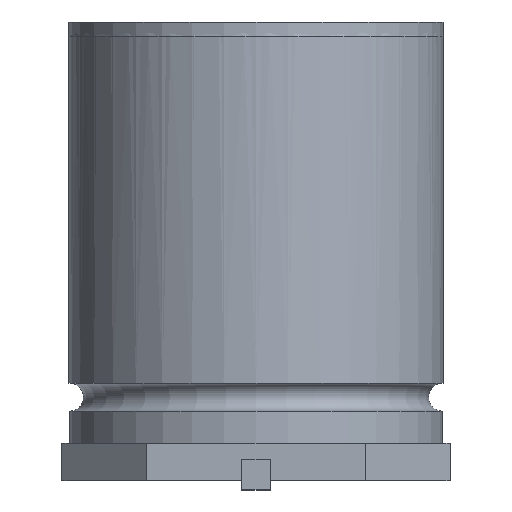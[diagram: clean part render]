
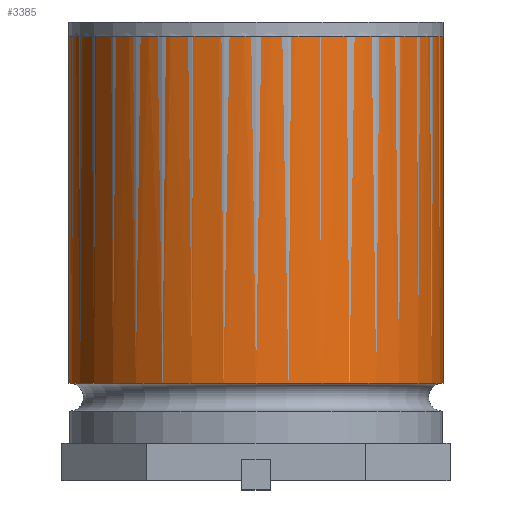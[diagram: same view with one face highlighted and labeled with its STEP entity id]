
A CAD part, front view. The second image highlights one B-rep face of the part: STEP entity #3385.
In plain terms, the highlighted cylindrical face has radius 4 mm (diameter 8 mm), a full revolution.
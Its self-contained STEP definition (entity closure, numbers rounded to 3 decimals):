
#3255 = ( BOUNDED_SURFACE() B_SPLINE_SURFACE(2,13,(
    (#3256,#3257,#3258,#3259,#3260,#3261,#3262,#3263,#3264,#3265,#3266
      ,#3267,#3268,#3269)
    ,(#3270,#3271,#3272,#3273,#3274,#3275,#3276,#3277,#3278,#3279,#3280
      ,#3281,#3282,#3283)
    ,(#3284,#3285,#3286,#3287,#3288,#3289,#3290,#3291,#3292,#3293,#3294
      ,#3295,#3296,#3297
)),.UNSPECIFIED.,.F.,.T.,.F.) B_SPLINE_SURFACE_WITH_KNOTS((3,3),(14,14),
  (0.,25.133),(0.,25.133),
.PIECEWISE_BEZIER_KNOTS.) GEOMETRIC_REPRESENTATION_ITEM() 
RATIONAL_B_SPLINE_SURFACE((
    (1.,1.,1.,1.,1.,1.
      ,1.,1.,1.,1.
      ,1.,1.,1.,1.)
    ,(0.707,0.707,0.707,0.707
      ,0.707,0.707,0.707,0.707
      ,0.707,0.707,0.707,0.707
      ,0.707,0.707)
    ,(1.,1.,1.,1.,1.,1.
      ,1.,1.,1.,1.
,1.,1.,1.,1.
  ))) REPRESENTATION_ITEM('') SURFACE() );
#3256 = CARTESIAN_POINT('',(3.7,0.,10.));
#3257 = CARTESIAN_POINT('',(3.7,1.762,10.));
#3258 = CARTESIAN_POINT('',(2.789,3.565,10.));
#3259 = CARTESIAN_POINT('',(0.915,4.855,10.));
#3260 = CARTESIAN_POINT('',(-1.665,5.053,10.));
#3261 = CARTESIAN_POINT('',(-3.893,3.679,10.));
#3262 = CARTESIAN_POINT('',(-5.527,1.673,
    10.));
#3263 = CARTESIAN_POINT('',(-5.527,-1.673,
    10.));
#3264 = CARTESIAN_POINT('',(-3.893,-3.679,10.));
#3265 = CARTESIAN_POINT('',(-1.665,-5.053,10.));
#3266 = CARTESIAN_POINT('',(0.915,-4.855,10.));
#3267 = CARTESIAN_POINT('',(2.789,-3.565,10.));
#3268 = CARTESIAN_POINT('',(3.7,-1.762,10.));
#3269 = CARTESIAN_POINT('',(3.7,0.,10.));
#3270 = CARTESIAN_POINT('',(4.,0.,10.));
#3271 = CARTESIAN_POINT('',(4.,1.905,10.));
#3272 = CARTESIAN_POINT('',(3.015,3.855,10.));
#3273 = CARTESIAN_POINT('',(0.989,5.248,10.));
#3274 = CARTESIAN_POINT('',(-1.8,5.462,10.));
#3275 = CARTESIAN_POINT('',(-4.209,3.977,10.));
#3276 = CARTESIAN_POINT('',(-5.976,1.808,10.));
#3277 = CARTESIAN_POINT('',(-5.976,-1.808,10.));
#3278 = CARTESIAN_POINT('',(-4.209,-3.977,10.));
#3279 = CARTESIAN_POINT('',(-1.8,-5.462,10.));
#3280 = CARTESIAN_POINT('',(0.989,-5.248,10.));
#3281 = CARTESIAN_POINT('',(3.015,-3.855,10.));
#3282 = CARTESIAN_POINT('',(4.,-1.905,10.));
#3283 = CARTESIAN_POINT('',(4.,0.,10.));
#3284 = CARTESIAN_POINT('',(4.,0.,9.7));
#3285 = CARTESIAN_POINT('',(4.,1.905,9.7));
#3286 = CARTESIAN_POINT('',(3.015,3.855,9.7));
#3287 = CARTESIAN_POINT('',(0.989,5.248,9.7));
#3288 = CARTESIAN_POINT('',(-1.8,5.462,9.7));
#3289 = CARTESIAN_POINT('',(-4.209,3.977,9.7));
#3290 = CARTESIAN_POINT('',(-5.976,1.808,
    9.7));
#3291 = CARTESIAN_POINT('',(-5.976,-1.808,
    9.7));
#3292 = CARTESIAN_POINT('',(-4.209,-3.977,
    9.7));
#3293 = CARTESIAN_POINT('',(-1.8,-5.462,9.7));
#3294 = CARTESIAN_POINT('',(0.989,-5.248,9.7));
#3295 = CARTESIAN_POINT('',(3.015,-3.855,9.7));
#3296 = CARTESIAN_POINT('',(4.,-1.905,9.7));
#3297 = CARTESIAN_POINT('',(4.,0.,9.7));
#3310 = VERTEX_POINT('',#3311);
#3311 = CARTESIAN_POINT('',(4.,0.,9.7));
#3332 = EDGE_CURVE('',#3310,#3310,#3333,.T.);
#3333 = SURFACE_CURVE('',#3334,(#3349,#3356),.PCURVE_S1.);
#3334 = ( BOUNDED_CURVE() B_SPLINE_CURVE(13,(#3335,#3336,#3337,#3338,
    #3339,#3340,#3341,#3342,#3343,#3344,#3345,#3346,#3347,#3348),
.UNSPECIFIED.,.T.,.F.) B_SPLINE_CURVE_WITH_KNOTS((14,14),(
0.,25.133),.PIECEWISE_BEZIER_KNOTS.) CURVE() 
GEOMETRIC_REPRESENTATION_ITEM() RATIONAL_B_SPLINE_CURVE((1.,1.,
    1.,1.,1.,1.,
    1.,1.,1.,1.,
1.,1.,1.,1.)) REPRESENTATION_ITEM('') );
#3335 = CARTESIAN_POINT('',(4.,0.,9.7));
#3336 = CARTESIAN_POINT('',(4.,1.905,9.7));
#3337 = CARTESIAN_POINT('',(3.015,3.855,9.7));
#3338 = CARTESIAN_POINT('',(0.989,5.248,9.7));
#3339 = CARTESIAN_POINT('',(-1.8,5.462,9.7));
#3340 = CARTESIAN_POINT('',(-4.209,3.977,9.7));
#3341 = CARTESIAN_POINT('',(-5.976,1.808,
    9.7));
#3342 = CARTESIAN_POINT('',(-5.976,-1.808,
    9.7));
#3343 = CARTESIAN_POINT('',(-4.209,-3.977,
    9.7));
#3344 = CARTESIAN_POINT('',(-1.8,-5.462,9.7));
#3345 = CARTESIAN_POINT('',(0.989,-5.248,9.7));
#3346 = CARTESIAN_POINT('',(3.015,-3.855,9.7));
#3347 = CARTESIAN_POINT('',(4.,-1.905,9.7));
#3348 = CARTESIAN_POINT('',(4.,0.,9.7));
#3349 = PCURVE('',#3255,#3350);
#3350 = DEFINITIONAL_REPRESENTATION('',(#3351),#3355);
#3351 = LINE('',#3352,#3353);
#3352 = CARTESIAN_POINT('',(25.133,0.));
#3353 = VECTOR('',#3354,1.);
#3354 = DIRECTION('',(0.,1.));
#3355 = ( GEOMETRIC_REPRESENTATION_CONTEXT(2) 
PARAMETRIC_REPRESENTATION_CONTEXT() REPRESENTATION_CONTEXT('2D SPACE',''
  ) );
#3356 = PCURVE('',#3357,#3362);
#3357 = CYLINDRICAL_SURFACE('',#3358,4.);
#3358 = AXIS2_PLACEMENT_3D('',#3359,#3360,#3361);
#3359 = CARTESIAN_POINT('',(0.,0.,10.));
#3360 = DIRECTION('',(0.,0.,1.));
#3361 = DIRECTION('',(1.,0.,0.));
#3362 = DEFINITIONAL_REPRESENTATION('',(#3363),#3382);
#3363 = B_SPLINE_CURVE_WITH_KNOTS('',9,(#3364,#3365,#3366,#3367,#3368,
    #3369,#3370,#3371,#3372,#3373,#3374,#3375,#3376,#3377,#3378,#3379,
    #3380,#3381),.UNSPECIFIED.,.F.,.F.,(10,8,10),(0.,
    12.566,25.133),.UNSPECIFIED.);
#3364 = CARTESIAN_POINT('',(0.,-0.3));
#3365 = CARTESIAN_POINT('',(0.344,-0.3));
#3366 = CARTESIAN_POINT('',(0.694,-0.3));
#3367 = CARTESIAN_POINT('',(1.045,-0.3));
#3368 = CARTESIAN_POINT('',(1.396,-0.3));
#3369 = CARTESIAN_POINT('',(1.745,-0.3));
#3370 = CARTESIAN_POINT('',(2.095,-0.3));
#3371 = CARTESIAN_POINT('',(2.443,-0.3));
#3372 = CARTESIAN_POINT('',(2.793,-0.3));
#3373 = CARTESIAN_POINT('',(3.491,-0.3));
#3374 = CARTESIAN_POINT('',(3.84,-0.3));
#3375 = CARTESIAN_POINT('',(4.189,-0.3));
#3376 = CARTESIAN_POINT('',(4.538,-0.3));
#3377 = CARTESIAN_POINT('',(4.887,-0.3));
#3378 = CARTESIAN_POINT('',(5.238,-0.3));
#3379 = CARTESIAN_POINT('',(5.589,-0.3));
#3380 = CARTESIAN_POINT('',(5.939,-0.3));
#3381 = CARTESIAN_POINT('',(6.283,-0.3));
#3382 = ( GEOMETRIC_REPRESENTATION_CONTEXT(2) 
PARAMETRIC_REPRESENTATION_CONTEXT() REPRESENTATION_CONTEXT('2D SPACE',''
  ) );
#3385 = ADVANCED_FACE('',(#3386),#3357,.T.);
#3386 = FACE_BOUND('',#3387,.T.);
#3387 = EDGE_LOOP('',(#3388,#3411,#3438,#3439));
#3388 = ORIENTED_EDGE('',*,*,#3389,.F.);
#3389 = EDGE_CURVE('',#3390,#3310,#3392,.T.);
#3390 = VERTEX_POINT('',#3391);
#3391 = CARTESIAN_POINT('',(4.,0.,2.286));
#3392 = SEAM_CURVE('',#3393,(#3397,#3404),.PCURVE_S1.);
#3393 = LINE('',#3394,#3395);
#3394 = CARTESIAN_POINT('',(4.,0.,10.));
#3395 = VECTOR('',#3396,1.);
#3396 = DIRECTION('',(0.,0.,1.));
#3397 = PCURVE('',#3357,#3398);
#3398 = DEFINITIONAL_REPRESENTATION('',(#3399),#3403);
#3399 = LINE('',#3400,#3401);
#3400 = CARTESIAN_POINT('',(0.,0.));
#3401 = VECTOR('',#3402,1.);
#3402 = DIRECTION('',(0.,1.));
#3403 = ( GEOMETRIC_REPRESENTATION_CONTEXT(2) 
PARAMETRIC_REPRESENTATION_CONTEXT() REPRESENTATION_CONTEXT('2D SPACE',''
  ) );
#3404 = PCURVE('',#3357,#3405);
#3405 = DEFINITIONAL_REPRESENTATION('',(#3406),#3410);
#3406 = LINE('',#3407,#3408);
#3407 = CARTESIAN_POINT('',(6.283,0.));
#3408 = VECTOR('',#3409,1.);
#3409 = DIRECTION('',(0.,1.));
#3410 = ( GEOMETRIC_REPRESENTATION_CONTEXT(2) 
PARAMETRIC_REPRESENTATION_CONTEXT() REPRESENTATION_CONTEXT('2D SPACE',''
  ) );
#3411 = ORIENTED_EDGE('',*,*,#3412,.T.);
#3412 = EDGE_CURVE('',#3390,#3390,#3413,.T.);
#3413 = SURFACE_CURVE('',#3414,(#3419,#3426),.PCURVE_S1.);
#3414 = CIRCLE('',#3415,4.);
#3415 = AXIS2_PLACEMENT_3D('',#3416,#3417,#3418);
#3416 = CARTESIAN_POINT('',(0.,0.,2.286));
#3417 = DIRECTION('',(0.,-0.,1.));
#3418 = DIRECTION('',(1.,0.,0.));
#3419 = PCURVE('',#3357,#3420);
#3420 = DEFINITIONAL_REPRESENTATION('',(#3421),#3425);
#3421 = LINE('',#3422,#3423);
#3422 = CARTESIAN_POINT('',(0.,-7.714));
#3423 = VECTOR('',#3424,1.);
#3424 = DIRECTION('',(1.,0.));
#3425 = ( GEOMETRIC_REPRESENTATION_CONTEXT(2) 
PARAMETRIC_REPRESENTATION_CONTEXT() REPRESENTATION_CONTEXT('2D SPACE',''
  ) );
#3426 = PCURVE('',#3427,#3432);
#3427 = TOROIDAL_SURFACE('',#3428,3.991,0.3);
#3428 = AXIS2_PLACEMENT_3D('',#3429,#3430,#3431);
#3429 = CARTESIAN_POINT('',(0.,0.,1.986));
#3430 = DIRECTION('',(0.,0.,1.));
#3431 = DIRECTION('',(1.,0.,0.));
#3432 = DEFINITIONAL_REPRESENTATION('',(#3433),#3437);
#3433 = LINE('',#3434,#3435);
#3434 = CARTESIAN_POINT('',(0.,1.542));
#3435 = VECTOR('',#3436,1.);
#3436 = DIRECTION('',(1.,0.));
#3437 = ( GEOMETRIC_REPRESENTATION_CONTEXT(2) 
PARAMETRIC_REPRESENTATION_CONTEXT() REPRESENTATION_CONTEXT('2D SPACE',''
  ) );
#3438 = ORIENTED_EDGE('',*,*,#3389,.T.);
#3439 = ORIENTED_EDGE('',*,*,#3332,.F.);
